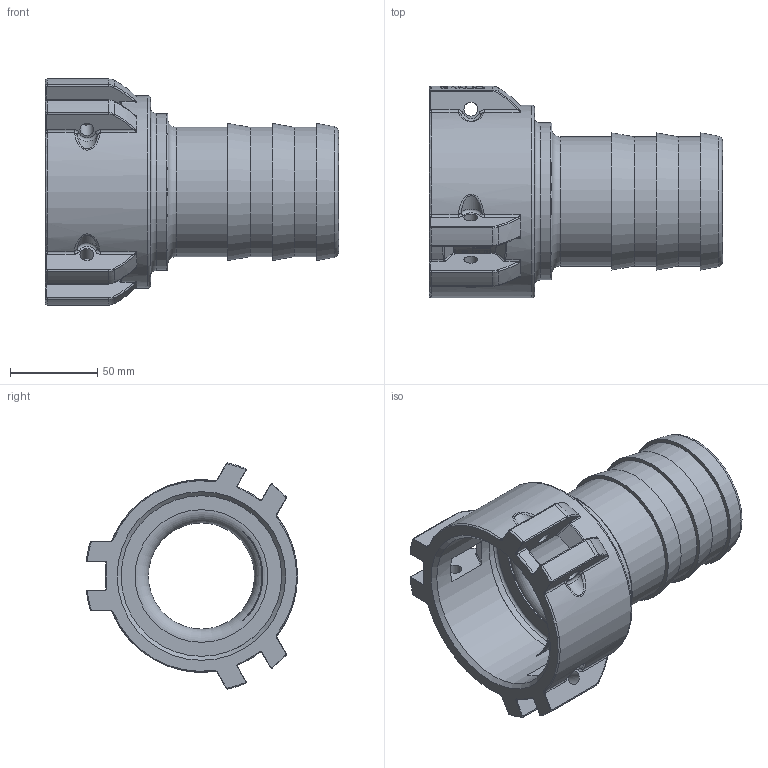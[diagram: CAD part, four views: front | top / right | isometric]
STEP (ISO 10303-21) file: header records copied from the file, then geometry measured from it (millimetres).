
FILE_DESCRIPTION(/* description */ ('3" FEMALE COUPLER x 3" MALE HOSE BARB'),/* implementation_level */ '2;1');
FILE_NAME(/* name */ '303C.stp',/* time_stamp */ '2022-09-30T09:09:40-04:00',/* author */ ('MJC'),/* organization */ (''),/* preprocessor_version */ 'ST-DEVELOPER v18.1',/* originating_system */ 'Autodesk Inventor 2022',/* authorisation */ '');
FILE_SCHEMA (('AUTOMOTIVE_DESIGN { 1 0 10303 214 3 1 1 }'));
Products named in the file (3): 303C; 303CX; 150(200)D
Assembly tree (2 placements, depth 2):
  303C
    303CX
    150(200)D
Bounding box: 168.28 x 121.32 x 129.86 mm (x, y, z)
Volume: 401039.5 mm3; surface area: 109296.1 mm2
Topology: 2 solids, 2 shells, 1532 faces, 4056 edges, 2663 vertices
Faces by surface type: bspline 644, plane 589, cylinder 262, torus 32, cone 5
Full cylindrical faces by diameter (mm): 7.938 x6, 60.96 x1, 74.168 x3, 76.2 x1, 90.17 x1, 92.202 x1, 96.52 x1, 110.49 x1
Entity records: 136575 total; most frequent: CARTESIAN_POINT 101939, ORIENTED_EDGE 8112, DIRECTION 4884, EDGE_CURVE 4056, VERTEX_POINT 2663, B_SPLINE_CURVE_WITH_KNOTS 1729, EDGE_LOOP 1687, AXIS2_PLACEMENT_3D 1664
